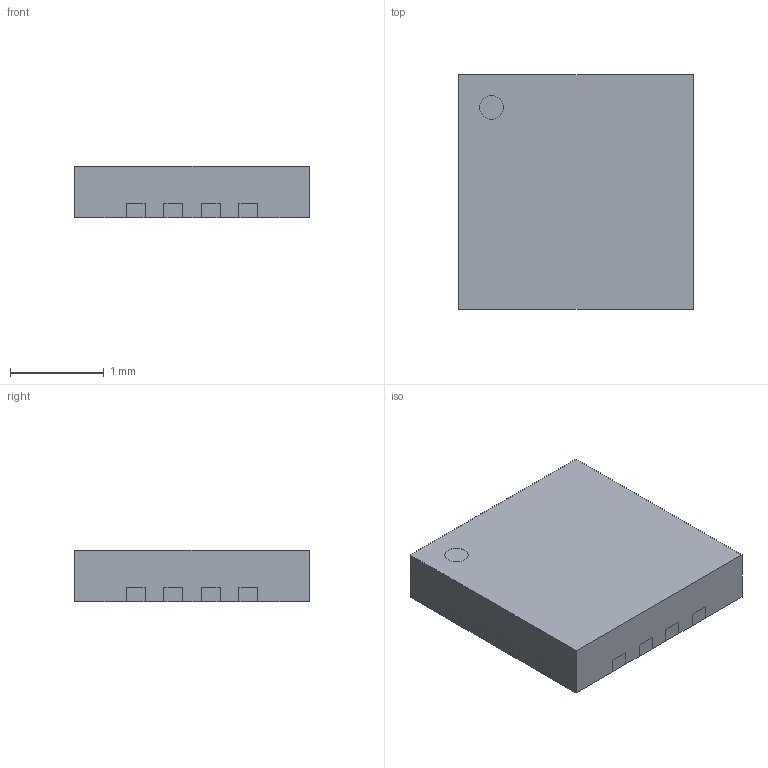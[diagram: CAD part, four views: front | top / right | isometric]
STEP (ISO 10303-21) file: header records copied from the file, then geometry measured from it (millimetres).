
FILE_DESCRIPTION (( 'STEP AP214' ), '1' );
FILE_NAME ('5PB1214CMGK8_4pin.STEP', '2025-01-07T09:12:36', ( '' ), ( '' ), 'SwSTEP 2.0', 'SolidWorks 2025', '' );
FILE_SCHEMA (( 'AUTOMOTIVE_DESIGN' ));
Length unit declared in the file: millimetre
Products named in the file (1): 5PB1214CMGK8_4pin
Bounding box: 2.5 x 2.5 x 0.55 mm (x, y, z)
Volume: 3.4 mm3; surface area: 25.4 mm2
Topology: 17 solids, 17 shells, 169 faces, 402 edges, 268 vertices
Faces by surface type: plane 167, cylinder 2
Entity records: 6036 total; most frequent: CARTESIAN_POINT 840, ORIENTED_EDGE 804, DIRECTION 746, EDGE_CURVE 402, VECTOR 398, LINE 398, VERTEX_POINT 268, AXIS2_PLACEMENT_3D 174
